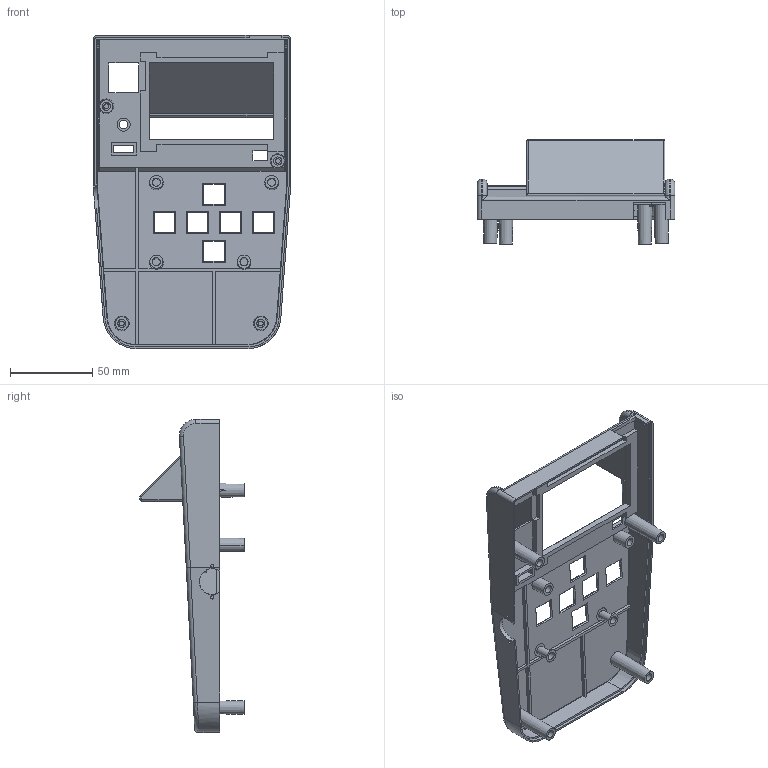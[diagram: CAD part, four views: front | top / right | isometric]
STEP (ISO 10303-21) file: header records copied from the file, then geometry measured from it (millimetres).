
FILE_DESCRIPTION(/* description */ (''),/* implementation_level */ '2;1');
FILE_NAME(/* name */ 'Top Enclosure.step',/* time_stamp */ '2025-07-13T16:51:23-05:00',/* author */ (''),/* organization */ (''),/* preprocessor_version */ 'ST-DEVELOPER v20.1',/* originating_system */ 'Autodesk Translation Framework v14.10.0.0',/* authorisation */ '');
FILE_SCHEMA (('AUTOMOTIVE_DESIGN { 1 0 10303 214 3 1 1 }'));
Length unit declared in the file: millimetre
Products named in the file (1): Top Enclosure
Bounding box: 120 x 63.2 x 190 mm (x, y, z)
Volume: 80898.9 mm3; surface area: 77239.5 mm2
Topology: 2 solids, 2 shells, 688 faces, 1797 edges, 1162 vertices
Faces by surface type: plane 418, bspline 176, cylinder 73, cone 9, torus 8, sphere 4
Full cylindrical faces by diameter (mm): 2 x2, 3 x4, 4.9 x8, 5.2 x1, 8 x1
Entity records: 22658 total; most frequent: CARTESIAN_POINT 6768, ORIENTED_EDGE 3594, DIRECTION 2648, EDGE_CURVE 1797, LINE 1264, VECTOR 1264, VERTEX_POINT 1162, EDGE_LOOP 761
